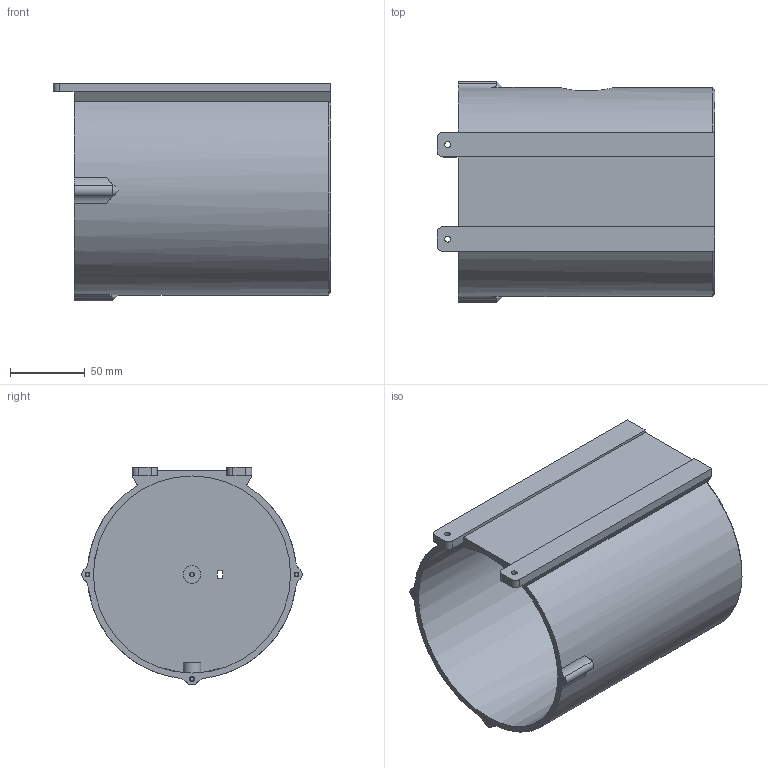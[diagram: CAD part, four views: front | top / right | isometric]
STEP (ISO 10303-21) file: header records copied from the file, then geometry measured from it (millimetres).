
FILE_DESCRIPTION(/* description */ (''),/* implementation_level */ '2;1');
FILE_NAME(/* name */ 'Silent Box Structure.step',/* time_stamp */ '2021-07-21T17:48:17+02:00',/* author */ (''),/* organization */ (''),/* preprocessor_version */ 'ST-DEVELOPER v18.1',/* originating_system */ 'Autodesk Translation Framework v10.9.0.1377',/* authorisation */ '');
FILE_SCHEMA (('AUTOMOTIVE_DESIGN { 1 0 10303 214 3 1 1 }'));
Length unit declared in the file: millimetre
Products named in the file (1): Silent Box Structure
Bounding box: 186 x 147.97 x 145.99 mm (x, y, z)
Volume: 413588.7 mm3; surface area: 185532.3 mm2
Topology: 1 solids, 1 shells, 413 faces, 1207 edges, 804 vertices
Faces by surface type: cylinder 365, plane 30, bspline 10, torus 4, cone 4
Full cylindrical faces by diameter (mm): 2.529 x78, 3 x3, 3.086 x39, 4 x2, 8 x2, 12 x2, 17 x1, 132 x1
Entity records: 32171 total; most frequent: CARTESIAN_POINT 22527, ORIENTED_EDGE 2408, DIRECTION 1387, EDGE_CURVE 1204, VERTEX_POINT 804, B_SPLINE_CURVE_WITH_KNOTS 710, AXIS2_PLACEMENT_3D 489, EDGE_LOOP 438
